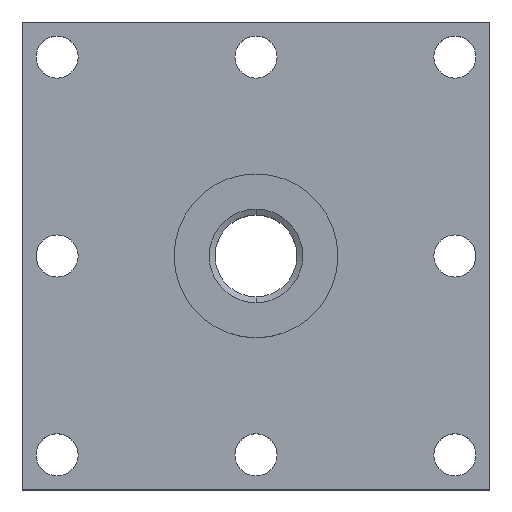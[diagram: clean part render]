
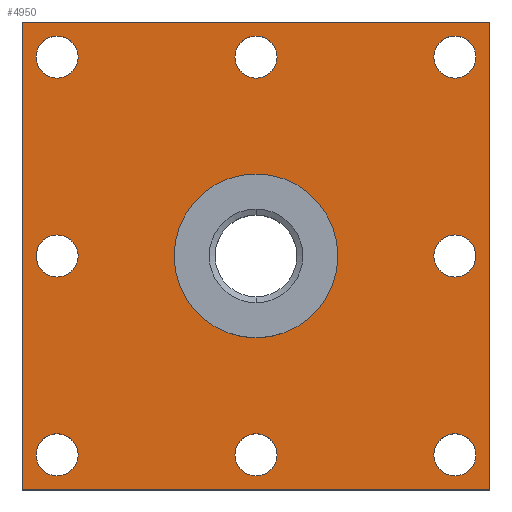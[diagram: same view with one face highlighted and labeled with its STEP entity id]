
A CAD part, top view. The second image highlights one B-rep face of the part: STEP entity #4950.
In plain terms, the highlighted planar face has unit normal (0, 0, 1).
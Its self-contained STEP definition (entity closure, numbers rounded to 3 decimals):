
#210=CARTESIAN_POINT('',(-4.5,42.5,10.));
#220=VERTEX_POINT('',#210);
#250=CARTESIAN_POINT('',(0.,42.5,10.));
#260=DIRECTION('',(0.,0.,-1.));
#270=DIRECTION('',(1.,0.,0.));
#280=AXIS2_PLACEMENT_3D('',#250,#260,#270);
#290=CIRCLE('',#280,4.5);
#300=CARTESIAN_POINT('',(4.5,42.5,10.));
#310=VERTEX_POINT('',#300);
#320=EDGE_CURVE('',#220,#310,#290,.T.);
#580=CARTESIAN_POINT('',(47.,0.,10.));
#590=VERTEX_POINT('',#580);
#620=CARTESIAN_POINT('',(42.5,0.,10.));
#630=DIRECTION('',(0.,0.,-1.));
#640=DIRECTION('',(1.,0.,0.));
#650=AXIS2_PLACEMENT_3D('',#620,#630,#640);
#660=CIRCLE('',#650,4.5);
#670=CARTESIAN_POINT('',(38.,0.,10.));
#680=VERTEX_POINT('',#670);
#690=EDGE_CURVE('',#590,#680,#660,.T.);
#1090=CARTESIAN_POINT('',(4.5,-42.5,10.));
#1100=VERTEX_POINT('',#1090);
#1130=CARTESIAN_POINT('',(0.,-42.5,10.));
#1140=DIRECTION('',(0.,0.,-1.));
#1150=DIRECTION('',(1.,0.,0.));
#1160=AXIS2_PLACEMENT_3D('',#1130,#1140,#1150);
#1170=CIRCLE('',#1160,4.5);
#1180=CARTESIAN_POINT('',(0.,-47.,10.));
#1190=VERTEX_POINT('',#1180);
#1200=EDGE_CURVE('',#1100,#1190,#1170,.T.);
#1220=CARTESIAN_POINT('',(-4.5,-42.5,10.));
#1230=VERTEX_POINT('',#1220);
#1240=EDGE_CURVE('',#1190,#1230,#1170,.T.);
#1500=CARTESIAN_POINT('',(-47.,0.,10.));
#1510=VERTEX_POINT('',#1500);
#1540=CARTESIAN_POINT('',(-42.5,0.,10.));
#1550=DIRECTION('',(0.,0.,-1.));
#1560=DIRECTION('',(1.,0.,0.));
#1570=AXIS2_PLACEMENT_3D('',#1540,#1550,#1560);
#1580=CIRCLE('',#1570,4.5);
#1590=CARTESIAN_POINT('',(-38.,0.,10.));
#1600=VERTEX_POINT('',#1590);
#1610=EDGE_CURVE('',#1510,#1600,#1580,.T.);
#2010=CARTESIAN_POINT('',(-47.,42.5,10.));
#2020=VERTEX_POINT('',#2010);
#2050=CARTESIAN_POINT('',(-42.5,42.5,10.));
#2060=DIRECTION('',(0.,0.,-1.));
#2070=DIRECTION('',(1.,0.,0.));
#2080=AXIS2_PLACEMENT_3D('',#2050,#2060,#2070);
#2090=CIRCLE('',#2080,4.5);
#2100=CARTESIAN_POINT('',(-38.,42.5,10.));
#2110=VERTEX_POINT('',#2100);
#2120=EDGE_CURVE('',#2020,#2110,#2090,.T.);
#2380=CARTESIAN_POINT('',(38.,42.5,10.));
#2390=VERTEX_POINT('',#2380);
#2420=CARTESIAN_POINT('',(42.5,42.5,10.));
#2430=DIRECTION('',(0.,0.,-1.));
#2440=DIRECTION('',(1.,0.,0.));
#2450=AXIS2_PLACEMENT_3D('',#2420,#2430,#2440);
#2460=CIRCLE('',#2450,4.5);
#2470=CARTESIAN_POINT('',(47.,42.5,10.));
#2480=VERTEX_POINT('',#2470);
#2490=EDGE_CURVE('',#2390,#2480,#2460,.T.);
#2890=CARTESIAN_POINT('',(47.,-42.5,10.));
#2900=VERTEX_POINT('',#2890);
#2930=CARTESIAN_POINT('',(42.5,-42.5,10.));
#2940=DIRECTION('',(0.,0.,-1.));
#2950=DIRECTION('',(1.,0.,0.));
#2960=AXIS2_PLACEMENT_3D('',#2930,#2940,#2950);
#2970=CIRCLE('',#2960,4.5);
#2980=CARTESIAN_POINT('',(38.,-42.5,10.));
#2990=VERTEX_POINT('',#2980);
#3000=EDGE_CURVE('',#2900,#2990,#2970,.T.);
#3260=CARTESIAN_POINT('',(-38.,-42.5,10.));
#3270=VERTEX_POINT('',#3260);
#3300=CARTESIAN_POINT('',(-42.5,-42.5,10.));
#3310=DIRECTION('',(0.,0.,-1.));
#3320=DIRECTION('',(1.,0.,0.));
#3330=AXIS2_PLACEMENT_3D('',#3300,#3310,#3320);
#3340=CIRCLE('',#3330,4.5);
#3350=CARTESIAN_POINT('',(-47.,-42.5,10.));
#3360=VERTEX_POINT('',#3350);
#3370=EDGE_CURVE('',#3270,#3360,#3340,.T.);
#3620=CARTESIAN_POINT('',(-50.,0.,10.));
#3630=DIRECTION('',(0.,-1.,0.));
#3640=VECTOR('',#3630,1.);
#3650=LINE('',#3620,#3640);
#3660=CARTESIAN_POINT('',(-50.,50.,10.));
#3670=VERTEX_POINT('',#3660);
#3680=CARTESIAN_POINT('',(-50.,-50.,10.));
#3690=VERTEX_POINT('',#3680);
#3700=EDGE_CURVE('',#3670,#3690,#3650,.T.);
#3970=CARTESIAN_POINT('',(-50.5,-50.5,10.));
#3980=DIRECTION('',(0.,0.,1.));
#3990=DIRECTION('',(1.,0.,0.));
#4000=AXIS2_PLACEMENT_3D('',#3970,#3980,#3990);
#4010=PLANE('',#4000);
#4020=ORIENTED_EDGE('',*,*,#690,.T.);
#4030=EDGE_CURVE('',#680,#590,#660,.T.);
#4040=ORIENTED_EDGE('',*,*,#4030,.T.);
#4050=EDGE_LOOP('',(#4040,#4020));
#4060=FACE_BOUND('',#4050,.T.);
#4070=EDGE_CURVE('',#1230,#1100,#1170,.T.);
#4080=ORIENTED_EDGE('',*,*,#4070,.T.);
#4090=ORIENTED_EDGE('',*,*,#1240,.T.);
#4100=ORIENTED_EDGE('',*,*,#1200,.T.);
#4110=EDGE_LOOP('',(#4100,#4090,#4080));
#4120=FACE_BOUND('',#4110,.T.);
#4130=EDGE_CURVE('',#1600,#1510,#1580,.T.);
#4140=ORIENTED_EDGE('',*,*,#4130,.T.);
#4150=ORIENTED_EDGE('',*,*,#1610,.T.);
#4160=EDGE_LOOP('',(#4150,#4140));
#4170=FACE_BOUND('',#4160,.T.);
#4180=ORIENTED_EDGE('',*,*,#2120,.T.);
#4190=CARTESIAN_POINT('',(-42.5,38.,10.));
#4200=VERTEX_POINT('',#4190);
#4210=EDGE_CURVE('',#4200,#2020,#2090,.T.);
#4220=ORIENTED_EDGE('',*,*,#4210,.T.);
#4230=EDGE_CURVE('',#2110,#4200,#2090,.T.);
#4240=ORIENTED_EDGE('',*,*,#4230,.T.);
#4250=EDGE_LOOP('',(#4240,#4220,#4180));
#4260=FACE_BOUND('',#4250,.T.);
#4270=EDGE_CURVE('',#2480,#2390,#2460,.T.);
#4280=ORIENTED_EDGE('',*,*,#4270,.T.);
#4290=ORIENTED_EDGE('',*,*,#2490,.T.);
#4300=EDGE_LOOP('',(#4290,#4280));
#4310=FACE_BOUND('',#4300,.T.);
#4320=ORIENTED_EDGE('',*,*,#3000,.T.);
#4330=CARTESIAN_POINT('',(42.5,-38.,10.));
#4340=VERTEX_POINT('',#4330);
#4350=EDGE_CURVE('',#4340,#2900,#2970,.T.);
#4360=ORIENTED_EDGE('',*,*,#4350,.T.);
#4370=EDGE_CURVE('',#2990,#4340,#2970,.T.);
#4380=ORIENTED_EDGE('',*,*,#4370,.T.);
#4390=EDGE_LOOP('',(#4380,#4360,#4320));
#4400=FACE_BOUND('',#4390,.T.);
#4410=ORIENTED_EDGE('',*,*,#3370,.T.);
#4420=EDGE_CURVE('',#3360,#3270,#3340,.T.);
#4430=ORIENTED_EDGE('',*,*,#4420,.T.);
#4440=EDGE_LOOP('',(#4430,#4410));
#4450=FACE_BOUND('',#4440,.T.);
#4460=CARTESIAN_POINT('',(0.,0.,10.));
#4470=DIRECTION('',(0.,0.,-1.));
#4480=DIRECTION('',(-1.,0.,0.));
#4490=AXIS2_PLACEMENT_3D('',#4460,#4470,#4480);
#4500=CIRCLE('',#4490,16.25);
#4510=CARTESIAN_POINT('',(-16.25,0.,10.));
#4520=VERTEX_POINT('',#4510);
#4530=CARTESIAN_POINT('',(16.25,0.,10.));
#4540=VERTEX_POINT('',#4530);
#4550=EDGE_CURVE('',#4520,#4540,#4500,.T.);
#4560=ORIENTED_EDGE('',*,*,#4550,.T.);
#4570=EDGE_CURVE('',#4540,#4520,#4500,.T.);
#4580=ORIENTED_EDGE('',*,*,#4570,.T.);
#4590=EDGE_LOOP('',(#4580,#4560));
#4600=FACE_BOUND('',#4590,.T.);
#4610=ORIENTED_EDGE('',*,*,#320,.T.);
#4620=CARTESIAN_POINT('',(0.,38.,10.));
#4630=VERTEX_POINT('',#4620);
#4640=EDGE_CURVE('',#4630,#220,#290,.T.);
#4650=ORIENTED_EDGE('',*,*,#4640,.T.);
#4660=EDGE_CURVE('',#310,#4630,#290,.T.);
#4670=ORIENTED_EDGE('',*,*,#4660,.T.);
#4680=EDGE_LOOP('',(#4670,#4650,#4610));
#4690=FACE_BOUND('',#4680,.T.);
#4700=CARTESIAN_POINT('',(0.,-50.,10.));
#4710=DIRECTION('',(1.,0.,0.));
#4720=VECTOR('',#4710,1.);
#4730=LINE('',#4700,#4720);
#4740=CARTESIAN_POINT('',(50.,-50.,10.));
#4750=VERTEX_POINT('',#4740);
#4760=EDGE_CURVE('',#3690,#4750,#4730,.T.);
#4770=ORIENTED_EDGE('',*,*,#4760,.T.);
#4780=ORIENTED_EDGE('',*,*,#3700,.T.);
#4790=CARTESIAN_POINT('',(0.,50.,10.));
#4800=DIRECTION('',(-1.,0.,0.));
#4810=VECTOR('',#4800,1.);
#4820=LINE('',#4790,#4810);
#4830=CARTESIAN_POINT('',(50.,50.,10.));
#4840=VERTEX_POINT('',#4830);
#4850=EDGE_CURVE('',#4840,#3670,#4820,.T.);
#4860=ORIENTED_EDGE('',*,*,#4850,.T.);
#4870=CARTESIAN_POINT('',(50.,0.,10.));
#4880=DIRECTION('',(0.,1.,0.));
#4890=VECTOR('',#4880,1.);
#4900=LINE('',#4870,#4890);
#4910=EDGE_CURVE('',#4750,#4840,#4900,.T.);
#4920=ORIENTED_EDGE('',*,*,#4910,.T.);
#4930=EDGE_LOOP('',(#4920,#4860,#4780,#4770));
#4940=FACE_OUTER_BOUND('',#4930,.T.);
#4950=ADVANCED_FACE('',(#4060,#4120,#4170,#4260,#4310,#4400,#4450,#4600,
#4690,#4940),#4010,.T.);
